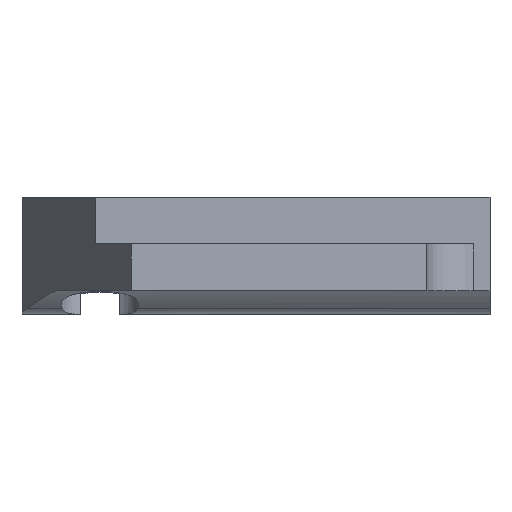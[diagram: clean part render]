
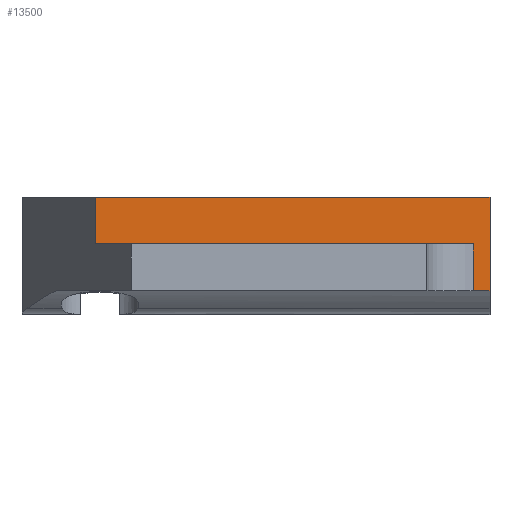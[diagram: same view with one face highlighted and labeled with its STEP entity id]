
A CAD part, top view. The second image highlights one B-rep face of the part: STEP entity #13500.
In plain terms, the highlighted planar face has unit normal (0, 0, 1).
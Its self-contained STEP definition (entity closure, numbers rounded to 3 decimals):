
#12060=CARTESIAN_POINT('',(-157.45,-29.85,-12.5));
#12070=VERTEX_POINT('',#12060);
#12910=CARTESIAN_POINT('',(-157.45,-32.85,-12.5));
#12920=VERTEX_POINT('',#12910);
#12950=CARTESIAN_POINT('',(-157.45,-32.1,-12.5));
#12960=DIRECTION('',(0.,1.,0.));
#12970=VECTOR('',#12960,1.);
#12980=LINE('',#12950,#12970);
#12990=EDGE_CURVE('',#12920,#12070,#12980,.T.);
#13040=CARTESIAN_POINT('',(-173.95,-29.85,-12.5));
#13050=DIRECTION('',(-0.,-0.,-1.));
#13060=DIRECTION('',(0.,-1.,0.));
#13070=AXIS2_PLACEMENT_3D('',#13040,#13050,#13060);
#13080=PLANE('',#13070);
#13090=CARTESIAN_POINT('',(-170.105,-32.1,-12.5));
#13100=DIRECTION('',(0.,-1.,0.));
#13110=VECTOR('',#13100,1.);
#13120=LINE('',#13090,#13110);
#13130=CARTESIAN_POINT('',(-170.105,-29.85,-12.5));
#13140=VERTEX_POINT('',#13130);
#13150=CARTESIAN_POINT('',(-170.105,-31.35,-12.5));
#13160=VERTEX_POINT('',#13150);
#13170=EDGE_CURVE('',#13140,#13160,#13120,.T.);
#13180=ORIENTED_EDGE('',*,*,#13170,.T.);
#13190=CARTESIAN_POINT('',(-160.564,-29.85,-12.5));
#13200=DIRECTION('',(-1.,0.,0.));
#13210=VECTOR('',#13200,1.);
#13220=LINE('',#13190,#13210);
#13230=EDGE_CURVE('',#12070,#13140,#13220,.T.);
#13240=ORIENTED_EDGE('',*,*,#13230,.T.);
#13250=ORIENTED_EDGE('',*,*,#12990,.T.);
#13260=CARTESIAN_POINT('',(-160.564,-32.85,-12.5));
#13270=DIRECTION('',(1.,0.,0.));
#13280=VECTOR('',#13270,1.);
#13290=LINE('',#13260,#13280);
#13300=CARTESIAN_POINT('',(-157.994,-32.85,-12.5));
#13310=VERTEX_POINT('',#13300);
#13320=EDGE_CURVE('',#13310,#12920,#13290,.T.);
#13330=ORIENTED_EDGE('',*,*,#13320,.T.);
#13340=CARTESIAN_POINT('',(-157.994,-32.1,-12.5));
#13350=DIRECTION('',(0.,1.,0.));
#13360=VECTOR('',#13350,1.);
#13370=LINE('',#13340,#13360);
#13380=CARTESIAN_POINT('',(-157.994,-31.35,-12.5));
#13390=VERTEX_POINT('',#13380);
#13400=EDGE_CURVE('',#13310,#13390,#13370,.T.);
#13410=ORIENTED_EDGE('',*,*,#13400,.F.);
#13420=CARTESIAN_POINT('',(-160.564,-31.35,-12.5));
#13430=DIRECTION('',(1.,0.,0.));
#13440=VECTOR('',#13430,1.);
#13450=LINE('',#13420,#13440);
#13460=EDGE_CURVE('',#13160,#13390,#13450,.T.);
#13470=ORIENTED_EDGE('',*,*,#13460,.T.);
#13480=EDGE_LOOP('',(#13470,#13410,#13330,#13250,#13240,#13180));
#13490=FACE_OUTER_BOUND('',#13480,.T.);
#13500=ADVANCED_FACE('',(#13490),#13080,.F.);
